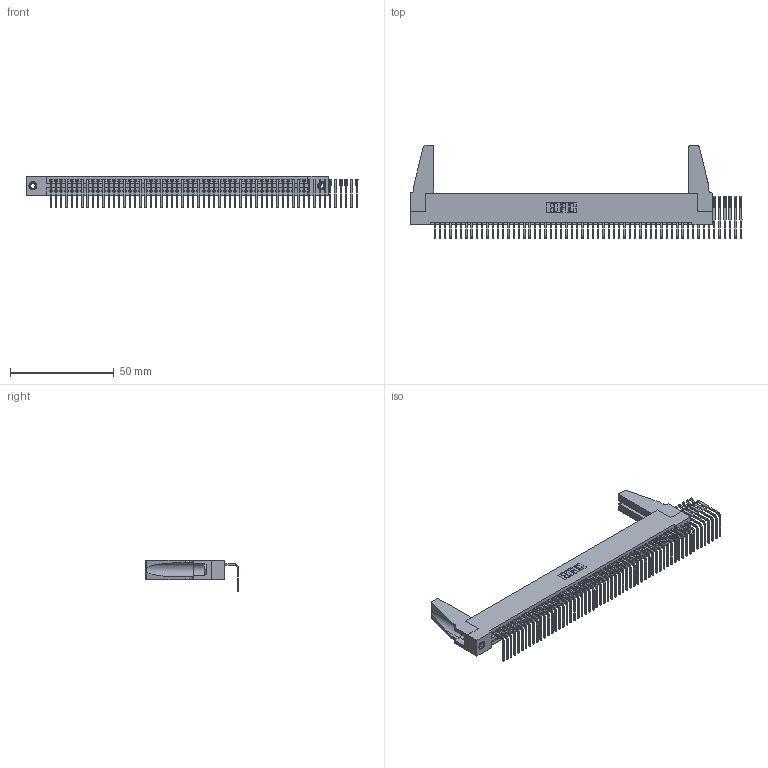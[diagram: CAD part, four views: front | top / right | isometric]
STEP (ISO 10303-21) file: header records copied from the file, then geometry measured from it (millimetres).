
FILE_DESCRIPTION (( 'STEP AP203' ), '1' );
FILE_NAME ('345-059-558-188.STEP', '2019-10-10T20:22:23', ( '' ), ( '' ), 'SwSTEP 2.0', 'SolidWorks 2016', '' );
FILE_SCHEMA (( 'CONFIG_CONTROL_DESIGN' ));
Length unit declared in the file: inch
Products named in the file (5): 345-250-001_345-250-001-102; 345-220-078_345-220-088; 345-059-558-188; 345 Part_Flush Mounting Lugs - 0.156 Dia-TH; 345-292-001_558 Tail - 2
Assembly tree (64 placements, depth 2):
  345-059-558-188
    345 Part_Flush Mounting Lugs - 0.156 Dia-TH
    345-292-001_558 Tail - 2  x59
    345-250-001_345-250-001-102  x2
    345-220-078_345-220-088  x2
Bounding box: 159.84 x 44.69 x 15.37 mm (x, y, z)
Volume: 17459.1 mm3; surface area: 23866.9 mm2
Topology: 64 solids, 64 shells, 3630 faces, 10853 edges, 7146 vertices
Faces by surface type: plane 2490, cylinder 1124, cone 12, torus 4
Entity records: 38488 total; most frequent: CARTESIAN_POINT 6611, ORIENTED_EDGE 6544, DIRECTION 5782, EDGE_CURVE 3272, LINE 2902, VECTOR 2902, VERTEX_POINT 2174, AXIS2_PLACEMENT_3D 1440
